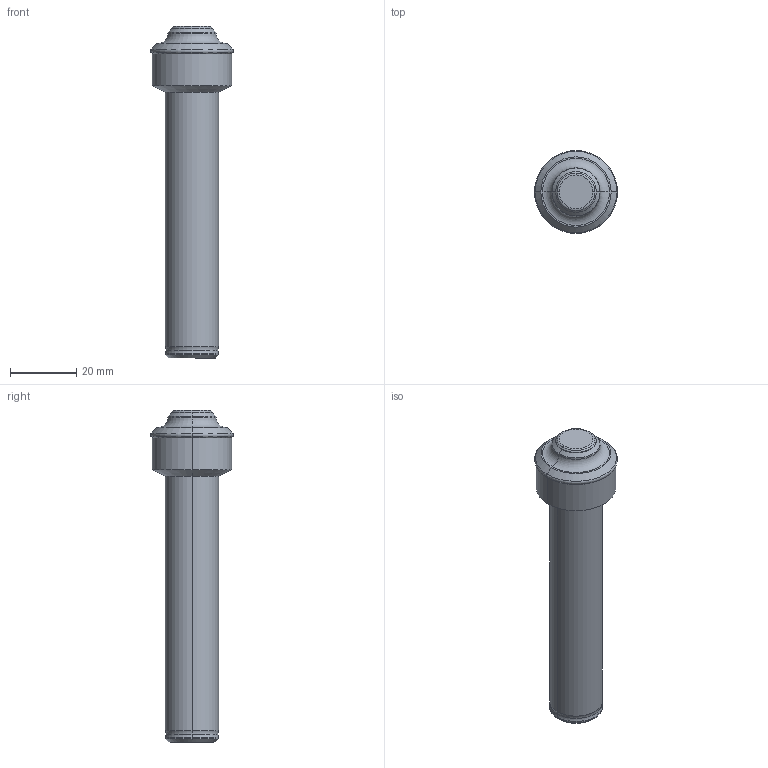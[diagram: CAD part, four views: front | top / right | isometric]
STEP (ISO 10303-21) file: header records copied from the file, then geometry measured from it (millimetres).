
FILE_DESCRIPTION (( 'STEP AP214' ), '1' );
FILE_NAME ('99616-16-25R_N9MT11T3R30.STEP', '2017-02-07T09:10:41', ( 'User' ), ( 'GENUINE' ), 'SwSTEP 2.0', 'SolidWorks 2012', '' );
FILE_SCHEMA (( 'AUTOMOTIVE_DESIGN' ));
Length unit declared in the file: millimetre
Products named in the file (1): 99616-16-25R_N9MT11T3R30
Bounding box: 24.99 x 24.99 x 100 mm (x, y, z)
Volume: 23308.7 mm3; surface area: 5979.3 mm2
Topology: 1 solids, 1 shells, 36 faces, 70 edges, 36 vertices
Faces by surface type: cone 16, torus 10, cylinder 8, plane 2
Entity records: 1147 total; most frequent: DIRECTION 190, CARTESIAN_POINT 143, ORIENTED_EDGE 140, AXIS2_PLACEMENT_3D 83, EDGE_CURVE 70, CIRCLE 46, VERTEX_POINT 36, EDGE_LOOP 36
